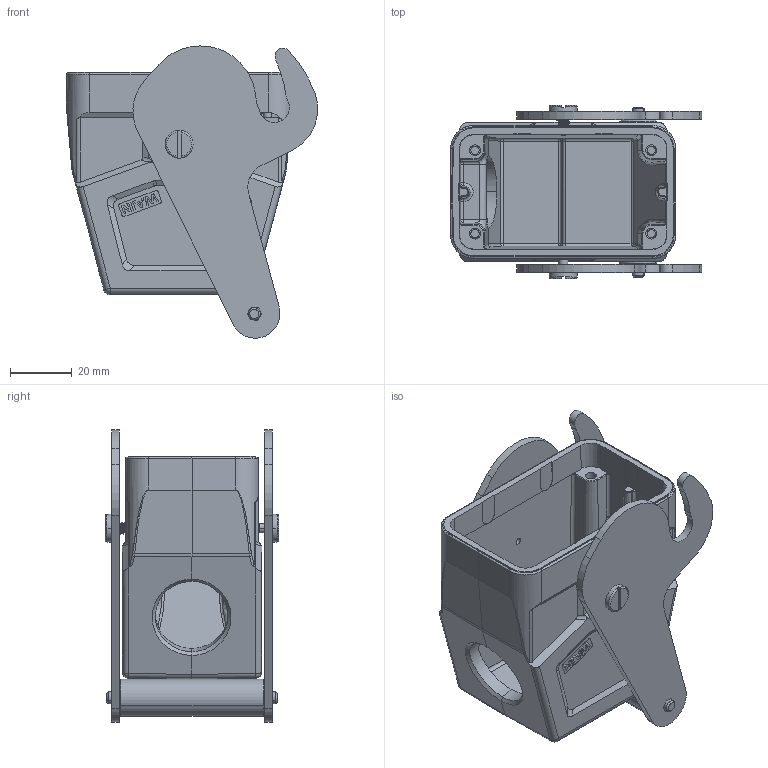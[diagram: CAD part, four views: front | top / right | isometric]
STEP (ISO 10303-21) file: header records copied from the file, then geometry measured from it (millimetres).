
FILE_DESCRIPTION(/* description */ (''),/* implementation_level */ '2;1');
FILE_NAME(/* name */ '3D_1111105505002_W10B-SEH-1L_C-M25_V1.1_stp.stp',/* time_stamp */ '2024-01-22T14:03:08+08:00',/* author */ (''),/* organization */ (''),/* preprocessor_version */ 'ST-DEVELOPER v18.1',/* originating_system */ 'SIEMENS PLM Software NX 1980',/* authorisation */ '');
FILE_SCHEMA (('AUTOMOTIVE_DESIGN { 1 0 10303 214 3 1 1 1 }'));
Length unit declared in the file: millimetre
Products named in the file (1): 3D_1111105505002_W10B-SEH-1L_C-M25_V1.0_stp
Bounding box: 81.31 x 56 x 94.51 mm (x, y, z)
Volume: 84276.2 mm3; surface area: 47265 mm2
Topology: 2 solids, 2 shells, 560 faces, 1475 edges, 930 vertices
Faces by surface type: plane 267, cylinder 187, torus 43, cone 28, sphere 20, bspline 14, extrusion 1
Entity records: 19858 total; most frequent: CARTESIAN_POINT 6521, ORIENTED_EDGE 2910, DIRECTION 2532, EDGE_CURVE 1455, VERTEX_POINT 930, AXIS2_PLACEMENT_3D 875, VECTOR 782, LINE 781
